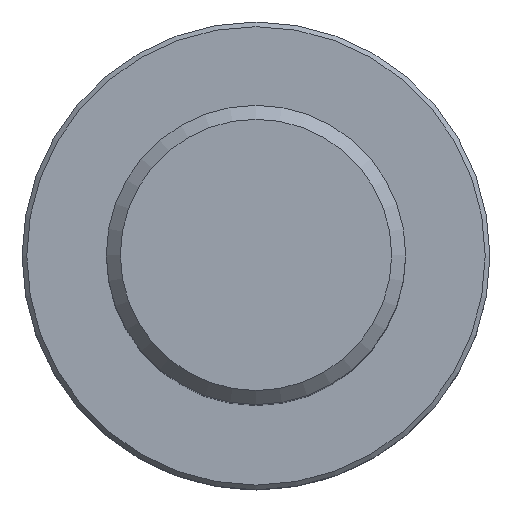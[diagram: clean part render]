
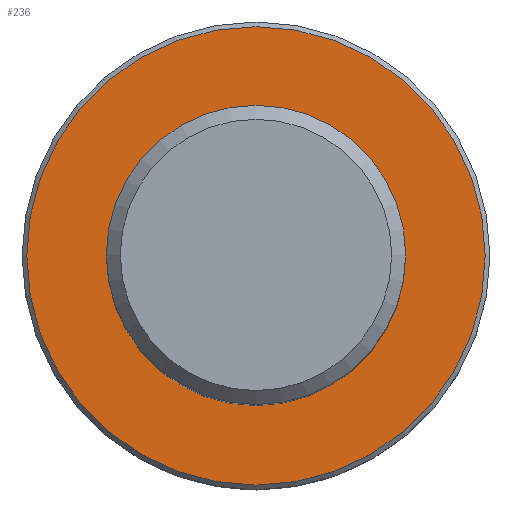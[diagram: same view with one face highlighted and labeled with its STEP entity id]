
A CAD part, top view. The second image highlights one B-rep face of the part: STEP entity #236.
In plain terms, the highlighted planar face has unit normal (0, 0, 1).
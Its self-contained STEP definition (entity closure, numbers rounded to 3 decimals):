
#107=PLANE('',#554);
#111=EDGE_LOOP('',(#139));
#112=EDGE_LOOP('',(#140));
#139=ORIENTED_EDGE('',*,*,#167,.F.);
#140=ORIENTED_EDGE('',*,*,#168,.T.);
#167=EDGE_CURVE('',#303,#303,#181,.T.);
#168=EDGE_CURVE('',#304,#304,#182,.T.);
#181=CIRCLE('',#552,15.996);
#182=CIRCLE('',#553,24.5);
#236=ADVANCED_FACE('',(#269,#270),#107,.T.);
#269=FACE_BOUND('',#111,.T.);
#270=FACE_BOUND('',#112,.T.);
#303=VERTEX_POINT('',#891);
#304=VERTEX_POINT('',#893);
#552=AXIS2_PLACEMENT_3D('',#890,#628,#629);
#553=AXIS2_PLACEMENT_3D('',#892,#630,#631);
#554=AXIS2_PLACEMENT_3D('',#894,#632,#633);
#628=DIRECTION('',(0.,0.,1.));
#629=DIRECTION('',(-1.,0.,0.));
#630=DIRECTION('',(0.,0.,1.));
#631=DIRECTION('',(-1.,0.,0.));
#632=DIRECTION('',(0.,0.,1.));
#633=DIRECTION('',(-1.,0.,0.));
#890=CARTESIAN_POINT('',(0.,0.,0.));
#891=CARTESIAN_POINT('',(-15.996,0.,0.));
#892=CARTESIAN_POINT('',(0.,0.,0.));
#893=CARTESIAN_POINT('',(-24.5,0.,0.));
#894=CARTESIAN_POINT('',(0.,0.,0.));
